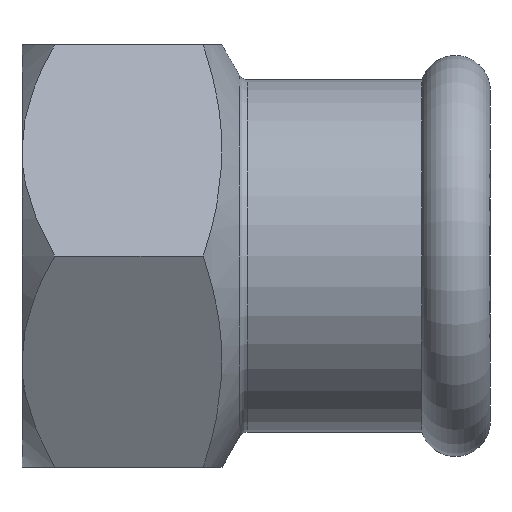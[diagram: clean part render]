
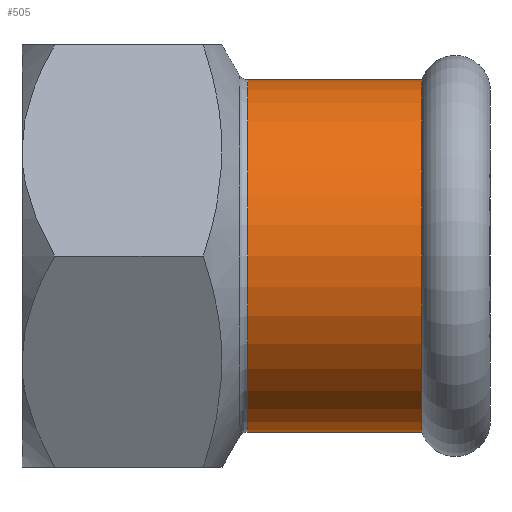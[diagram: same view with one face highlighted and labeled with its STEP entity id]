
A CAD part, left-side view. The second image highlights one B-rep face of the part: STEP entity #505.
In plain terms, the highlighted cylindrical face has radius 19.2 mm (diameter 38.4 mm), a full revolution.
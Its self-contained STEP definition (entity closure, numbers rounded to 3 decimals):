
#57=LINE('',#861,#73);
#73=VECTOR('',#675,19.2);
#88=CYLINDRICAL_SURFACE('',#572,19.2);
#99=FACE_OUTER_BOUND('',#129,.T.);
#129=EDGE_LOOP('',(#370,#371,#372,#373,#374,#375));
#157=CIRCLE('',#551,19.2);
#158=CIRCLE('',#552,19.2);
#169=CIRCLE('',#566,19.2);
#173=CIRCLE('',#570,19.2);
#202=VERTEX_POINT('',#795);
#203=VERTEX_POINT('',#796);
#212=VERTEX_POINT('',#821);
#213=VERTEX_POINT('',#822);
#255=EDGE_CURVE('',#202,#203,#157,.T.);
#256=EDGE_CURVE('',#203,#202,#158,.T.);
#268=EDGE_CURVE('',#212,#213,#169,.T.);
#272=EDGE_CURVE('',#213,#212,#173,.T.);
#281=EDGE_CURVE('',#213,#203,#57,.T.);
#370=ORIENTED_EDGE('',*,*,#268,.F.);
#371=ORIENTED_EDGE('',*,*,#272,.F.);
#372=ORIENTED_EDGE('',*,*,#281,.T.);
#373=ORIENTED_EDGE('',*,*,#256,.T.);
#374=ORIENTED_EDGE('',*,*,#255,.T.);
#375=ORIENTED_EDGE('',*,*,#281,.F.);
#505=ADVANCED_FACE('',(#99),#88,.T.);
#551=AXIS2_PLACEMENT_3D('',#797,#629,#630);
#552=AXIS2_PLACEMENT_3D('',#798,#631,#632);
#566=AXIS2_PLACEMENT_3D('',#823,#660,#661);
#570=AXIS2_PLACEMENT_3D('',#829,#668,#669);
#572=AXIS2_PLACEMENT_3D('',#860,#673,#674);
#629=DIRECTION('center_axis',(0.,1.,0.));
#630=DIRECTION('ref_axis',(0.,0.,1.));
#631=DIRECTION('center_axis',(0.,1.,0.));
#632=DIRECTION('ref_axis',(0.,0.,1.));
#660=DIRECTION('center_axis',(0.,1.,0.));
#661=DIRECTION('ref_axis',(0.,0.,-1.));
#668=DIRECTION('center_axis',(0.,1.,0.));
#669=DIRECTION('ref_axis',(0.,0.,-1.));
#673=DIRECTION('center_axis',(0.,1.,0.));
#674=DIRECTION('ref_axis',(0.,0.,1.));
#675=DIRECTION('',(0.,-1.,0.));
#795=CARTESIAN_POINT('',(0.,7.413,19.2));
#796=CARTESIAN_POINT('',(0.,7.413,-19.2));
#797=CARTESIAN_POINT('Origin',(0.,7.413,0.));
#798=CARTESIAN_POINT('Origin',(0.,7.413,0.));
#821=CARTESIAN_POINT('',(0.,26.423,19.2));
#822=CARTESIAN_POINT('',(0.,26.423,-19.2));
#823=CARTESIAN_POINT('Origin',(0.,26.423,0.));
#829=CARTESIAN_POINT('Origin',(0.,26.423,0.));
#860=CARTESIAN_POINT('Origin',(0.,17.206,0.));
#861=CARTESIAN_POINT('',(0.,17.206,-19.2));
